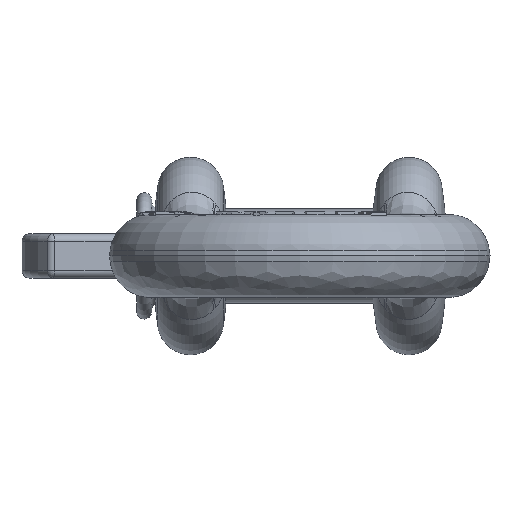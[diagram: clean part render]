
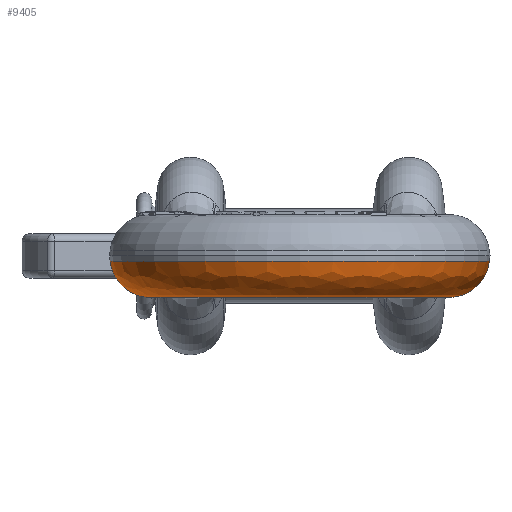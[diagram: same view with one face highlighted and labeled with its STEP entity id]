
A CAD part, front view. The second image highlights one B-rep face of the part: STEP entity #9405.
In plain terms, the highlighted face is a revolution surface.
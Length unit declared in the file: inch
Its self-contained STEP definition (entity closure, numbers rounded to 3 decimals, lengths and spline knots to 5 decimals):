
#2729=CARTESIAN_POINT('',(0.,-2.76,-0.43986));
#2730=DIRECTION('',(0.,0.,-1.));
#2731=DIRECTION('',(1.,0.,0.));
#2732=AXIS2_PLACEMENT_3D('',#2729,#2730,#2731);
#2738=CARTESIAN_POINT('',(1.58,-2.76,
-0.43982));
#2739=CARTESIAN_POINT('',(1.61026,-2.76,
-0.43982));
#2740=CARTESIAN_POINT('',(1.67122,-2.76,
-0.43368));
#2741=CARTESIAN_POINT('',(1.75867,-2.76,
-0.4052));
#2742=CARTESIAN_POINT('',(1.83772,-2.76,
-0.35935));
#2743=CARTESIAN_POINT('',(1.90548,-2.76,
-0.29896));
#2744=CARTESIAN_POINT('',(1.95891,-2.76,
-0.22598));
#2745=CARTESIAN_POINT('',(1.9961,-2.76,-0.14414));
#2746=CARTESIAN_POINT('',(2.00945,-2.76,-0.08592));
#2747=CARTESIAN_POINT('',(2.01301,-2.76,-0.0569));
#2753=CARTESIAN_POINT('',(-1.58,-2.76,
-0.43982));
#2754=CARTESIAN_POINT('',(-1.61026,-2.76,
-0.43982));
#2755=CARTESIAN_POINT('',(-1.67122,-2.76,
-0.43368));
#2756=CARTESIAN_POINT('',(-1.75867,-2.76,
-0.4052));
#2757=CARTESIAN_POINT('',(-1.83772,-2.76,
-0.35935));
#2758=CARTESIAN_POINT('',(-1.90548,-2.76,
-0.29896));
#2759=CARTESIAN_POINT('',(-1.95891,-2.76,
-0.22598));
#2760=CARTESIAN_POINT('',(-1.9961,-2.76,-0.14414));
#2761=CARTESIAN_POINT('',(-2.00945,-2.76,-0.08592));
#2762=CARTESIAN_POINT('',(-2.01301,-2.76,-0.0569));
#2802=CARTESIAN_POINT('',(0.,-2.76,-0.0569));
#2803=DIRECTION('',(0.,0.,-1.));
#2804=DIRECTION('',(1.,0.,0.));
#2805=AXIS2_PLACEMENT_3D('',#2802,#2803,#2804);
#5044=CARTESIAN_POINT('',(2.01301,-2.76,-0.0569));
#5046=VERTEX_POINT('',#5044);
#5050=CARTESIAN_POINT('',(-2.01301,-2.76,-0.0569));
#5052=VERTEX_POINT('',#5050);
#5079=CARTESIAN_POINT('',(1.58,-2.76,
-0.43982));
#5081=VERTEX_POINT('',#5079);
#5086=CARTESIAN_POINT('',(-1.58,-2.76,
-0.43986));
#5087=VERTEX_POINT('',#5086);
#9380=CARTESIAN_POINT('',(2.01374,-2.76,-0.05063));
#9381=CARTESIAN_POINT('',(2.01351,-2.76,-0.05272));
#9382=CARTESIAN_POINT('',(2.00993,-2.76,-0.08385));
#9383=CARTESIAN_POINT('',(1.9961,-2.76,-0.14414));
#9384=CARTESIAN_POINT('',(1.95891,-2.76,-0.22598));
#9385=CARTESIAN_POINT('',(1.90548,-2.76,-0.29896));
#9386=CARTESIAN_POINT('',(1.83772,-2.76,-0.35935));
#9387=CARTESIAN_POINT('',(1.75867,-2.76,-0.40521));
#9388=CARTESIAN_POINT('',(1.67122,-2.76,-0.43366));
#9389=CARTESIAN_POINT('',(1.60604,-2.76,-0.44029));
#9390=CARTESIAN_POINT('',(1.57157,-2.76,-0.4398));
#9391=CARTESIAN_POINT('',(1.56736,-2.76,-0.43969));
#9393=CARTESIAN_POINT('',(0.,-2.76,1.));
#9394=DIRECTION('',(0.,0.,-1.));
#9395=AXIS1_PLACEMENT('',#9393,#9394);
#9396=SURFACE_OF_REVOLUTION('',#9392,#9395);
#9397=ORIENTED_EDGE('',*,*,#9349,.T.);
#9399=ORIENTED_EDGE('',*,*,#9398,.T.);
#9401=ORIENTED_EDGE('',*,*,#9400,.F.);
#9402=ORIENTED_EDGE('',*,*,#9371,.F.);
#9403=EDGE_LOOP('',(#9397,#9399,#9401,#9402));
#9404=FACE_OUTER_BOUND('',#9403,.F.);
#9405=ADVANCED_FACE('',(#9404),#9396,.T.);
#2733=CIRCLE('',#2732,1.58);
#2748=B_SPLINE_CURVE_WITH_KNOTS('',3,(#2738,#2739,#2740,#2741,#2742,#2743,#2744,
#2745,#2746,#2747),.UNSPECIFIED.,.F.,.F.,(4,1,1,1,1,1,1,4),(0.,
0.14363,0.28941,0.43398,0.57524,
0.71813,0.86097,1.),.UNSPECIFIED.);
#2763=B_SPLINE_CURVE_WITH_KNOTS('',3,(#2753,#2754,#2755,#2756,#2757,#2758,#2759,
#2760,#2761,#2762),.UNSPECIFIED.,.F.,.F.,(4,1,1,1,1,1,1,4),(0.,
0.14363,0.28941,0.43398,0.57524,
0.71813,0.86097,1.),.UNSPECIFIED.);
#2806=CIRCLE('',#2805,2.01301);
#9349=EDGE_CURVE('',#5081,#5087,#2733,.T.);
#9371=EDGE_CURVE('',#5081,#5046,#2748,.T.);
#9392=B_SPLINE_CURVE_WITH_KNOTS('',3,(#9380,#9381,#9382,#9383,#9384,#9385,#9386,
#9387,#9388,#9389,#9390,#9391),.UNSPECIFIED.,.F.,.F.,(4,1,1,1,1,1,1,1,1,4),
(0.,0.00973,0.14471,0.28338,0.4221,
0.55925,0.69961,0.84114,0.98058,1.),
.UNSPECIFIED.);
#9398=EDGE_CURVE('',#5087,#5052,#2763,.T.);
#9400=EDGE_CURVE('',#5046,#5052,#2806,.T.);
